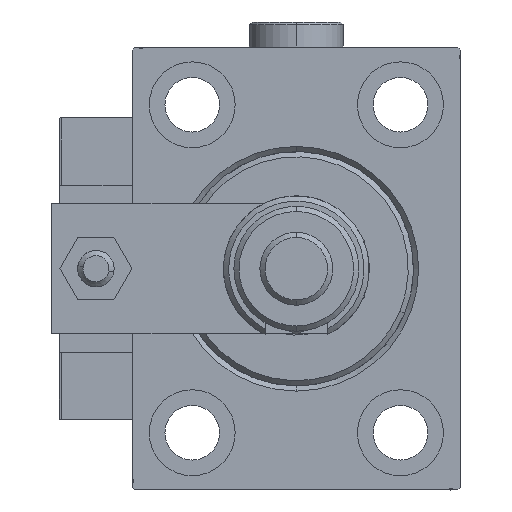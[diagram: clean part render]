
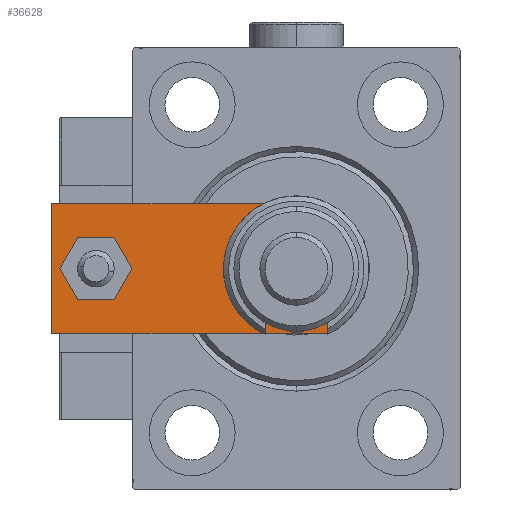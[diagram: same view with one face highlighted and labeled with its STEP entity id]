
A CAD part, left-side view. The second image highlights one B-rep face of the part: STEP entity #36628.
In plain terms, the highlighted face is planar.
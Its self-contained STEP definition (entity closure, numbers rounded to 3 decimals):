
#8 = DIRECTION ( 'NONE',  ( 0., 0., 1. ) ) ;
#876 = DIRECTION ( 'NONE',  ( 0., 0., 1. ) ) ;
#1266 = CARTESIAN_POINT ( 'NONE',  ( 12.5, 0., 6. ) ) ;
#1670 = CARTESIAN_POINT ( 'NONE',  ( 0., 51.5, 6. ) ) ;
#1678 = VECTOR ( 'NONE', #40355, 1000. ) ;
#2317 = LINE ( 'NONE', #1266, #41407 ) ;
#2499 = VERTEX_POINT ( 'NONE', #12467 ) ;
#2832 = EDGE_LOOP ( 'NONE', ( #10683, #25424 ) ) ;
#4810 = CARTESIAN_POINT ( 'NONE',  ( 8.25, 13., 6. ) ) ;
#5443 = AXIS2_PLACEMENT_3D ( 'NONE', #37847, #8, #37038 ) ;
#6326 = DIRECTION ( 'NONE',  ( 0., 0., 1. ) ) ;
#6929 = DIRECTION ( 'NONE',  ( 0., 0., 1. ) ) ;
#6999 = CARTESIAN_POINT ( 'NONE',  ( -12.5, 60., 6. ) ) ;
#7653 = ORIENTED_EDGE ( 'NONE', *, *, #22294, .F. ) ;
#8254 = ORIENTED_EDGE ( 'NONE', *, *, #37581, .T. ) ;
#8275 = CARTESIAN_POINT ( 'NONE',  ( 2.75, -2.75, 6. ) ) ;
#8502 = VERTEX_POINT ( 'NONE', #45885 ) ;
#9090 = VECTOR ( 'NONE', #32420, 1000. ) ;
#9910 = CIRCLE ( 'NONE', #37059, 4. ) ;
#10547 = VERTEX_POINT ( 'NONE', #42022 ) ;
#10683 = ORIENTED_EDGE ( 'NONE', *, *, #22504, .F. ) ;
#10765 = LINE ( 'NONE', #15689, #9090 ) ;
#10894 = DIRECTION ( 'NONE',  ( 0., 0., 1. ) ) ;
#10969 = DIRECTION ( 'NONE',  ( 1., 0., 0. ) ) ;
#11488 = CARTESIAN_POINT ( 'NONE',  ( 12.5, 7., 6. ) ) ;
#11580 = DIRECTION ( 'NONE',  ( 1., 0., 0. ) ) ;
#12369 = DIRECTION ( 'NONE',  ( 0.707, 0.707, 0. ) ) ;
#12467 = CARTESIAN_POINT ( 'NONE',  ( 4., 51.5, 6. ) ) ;
#12570 = VECTOR ( 'NONE', #12369, 1000. ) ;
#13260 = EDGE_CURVE ( 'NONE', #2499, #8502, #9910, .T. ) ;
#14122 = EDGE_CURVE ( 'NONE', #16139, #44782, #10765, .T. ) ;
#15544 = PLANE ( 'NONE',  #23881 ) ;
#15689 = CARTESIAN_POINT ( 'NONE',  ( -12.5, 0., 6. ) ) ;
#16139 = VERTEX_POINT ( 'NONE', #38317 ) ;
#16936 = VERTEX_POINT ( 'NONE', #6999 ) ;
#19655 = CARTESIAN_POINT ( 'NONE',  ( -2.75, -2.75, 6. ) ) ;
#19660 = FACE_BOUND ( 'NONE', #2832, .T. ) ;
#21624 = AXIS2_PLACEMENT_3D ( 'NONE', #1670, #876, #42537 ) ;
#22294 = EDGE_CURVE ( 'NONE', #24511, #24691, #22491, .T. ) ;
#22491 = CIRCLE ( 'NONE', #29497, 8.25 ) ;
#22504 = EDGE_CURVE ( 'NONE', #8502, #2499, #28593, .T. ) ;
#23355 = CARTESIAN_POINT ( 'NONE',  ( 12.5, 60., 6. ) ) ;
#23765 = DIRECTION ( 'NONE',  ( 0.707, -0.707, 0. ) ) ;
#23881 = AXIS2_PLACEMENT_3D ( 'NONE', #27887, #10894, #35826 ) ;
#24511 = VERTEX_POINT ( 'NONE', #4810 ) ;
#24691 = VERTEX_POINT ( 'NONE', #34944 ) ;
#25424 = ORIENTED_EDGE ( 'NONE', *, *, #13260, .F. ) ;
#25521 = CIRCLE ( 'NONE', #5443, 8.25 ) ;
#25680 = VERTEX_POINT ( 'NONE', #43217 ) ;
#27887 = CARTESIAN_POINT ( 'NONE',  ( 0., 0., 6. ) ) ;
#28198 = LINE ( 'NONE', #49021, #37739 ) ;
#28433 = ORIENTED_EDGE ( 'NONE', *, *, #14122, .T. ) ;
#28463 = EDGE_LOOP ( 'NONE', ( #48408, #34582, #28433, #52064, #8254, #40051 ) ) ;
#28593 = CIRCLE ( 'NONE', #21624, 4. ) ;
#29411 = ORIENTED_EDGE ( 'NONE', *, *, #34446, .F. ) ;
#29497 = AXIS2_PLACEMENT_3D ( 'NONE', #31332, #6929, #11580 ) ;
#31265 = CARTESIAN_POINT ( 'NONE',  ( 0., 51.5, 6. ) ) ;
#31332 = CARTESIAN_POINT ( 'NONE',  ( 0., 13., 6. ) ) ;
#31378 = DIRECTION ( 'NONE',  ( 0., 1., 0. ) ) ;
#31455 = FACE_OUTER_BOUND ( 'NONE', #28463, .T. ) ;
#32409 = EDGE_CURVE ( 'NONE', #16936, #10547, #28198, .T. ) ;
#32420 = DIRECTION ( 'NONE',  ( 1., 0., 0. ) ) ;
#34446 = EDGE_CURVE ( 'NONE', #24691, #24511, #25521, .T. ) ;
#34582 = ORIENTED_EDGE ( 'NONE', *, *, #46528, .T. ) ;
#34944 = CARTESIAN_POINT ( 'NONE',  ( -8.25, 13., 6. ) ) ;
#35826 = DIRECTION ( 'NONE',  ( 1., 0., 0. ) ) ;
#36628 = ADVANCED_FACE ( 'NONE', ( #19660, #31455, #52539 ), #15544, .T. ) ;
#37035 = VERTEX_POINT ( 'NONE', #11488 ) ;
#37038 = DIRECTION ( 'NONE',  ( 1., 0., 0. ) ) ;
#37059 = AXIS2_PLACEMENT_3D ( 'NONE', #31265, #6326, #10969 ) ;
#37581 = EDGE_CURVE ( 'NONE', #37035, #25680, #2317, .T. ) ;
#37739 = VECTOR ( 'NONE', #40538, 1000. ) ;
#37847 = CARTESIAN_POINT ( 'NONE',  ( 0., 13., 6. ) ) ;
#38309 = EDGE_CURVE ( 'NONE', #44782, #37035, #49913, .T. ) ;
#38317 = CARTESIAN_POINT ( 'NONE',  ( -5.5, 0., 6. ) ) ;
#39280 = LINE ( 'NONE', #23355, #1678 ) ;
#40051 = ORIENTED_EDGE ( 'NONE', *, *, #50402, .T. ) ;
#40355 = DIRECTION ( 'NONE',  ( -1., 0., 0. ) ) ;
#40538 = DIRECTION ( 'NONE',  ( 0., -1., 0. ) ) ;
#41407 = VECTOR ( 'NONE', #31378, 1000. ) ;
#42022 = CARTESIAN_POINT ( 'NONE',  ( -12.5, 7., 6. ) ) ;
#42537 = DIRECTION ( 'NONE',  ( 1., 0., 0. ) ) ;
#43217 = CARTESIAN_POINT ( 'NONE',  ( 12.5, 60., 6. ) ) ;
#43839 = EDGE_LOOP ( 'NONE', ( #29411, #7653 ) ) ;
#44782 = VERTEX_POINT ( 'NONE', #53005 ) ;
#45885 = CARTESIAN_POINT ( 'NONE',  ( -4., 51.5, 6. ) ) ;
#46528 = EDGE_CURVE ( 'NONE', #10547, #16139, #48439, .T. ) ;
#48408 = ORIENTED_EDGE ( 'NONE', *, *, #32409, .T. ) ;
#48439 = LINE ( 'NONE', #19655, #49532 ) ;
#49021 = CARTESIAN_POINT ( 'NONE',  ( -12.5, 60., 6. ) ) ;
#49532 = VECTOR ( 'NONE', #23765, 1000. ) ;
#49913 = LINE ( 'NONE', #8275, #12570 ) ;
#50402 = EDGE_CURVE ( 'NONE', #25680, #16936, #39280, .T. ) ;
#52064 = ORIENTED_EDGE ( 'NONE', *, *, #38309, .T. ) ;
#52539 = FACE_BOUND ( 'NONE', #43839, .T. ) ;
#53005 = CARTESIAN_POINT ( 'NONE',  ( 5.5, 0., 6. ) ) ;
